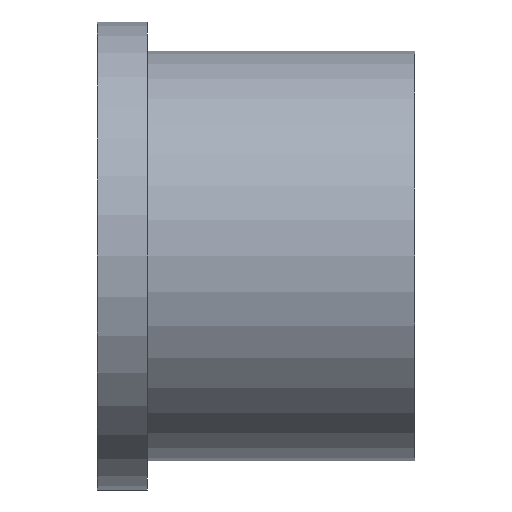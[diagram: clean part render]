
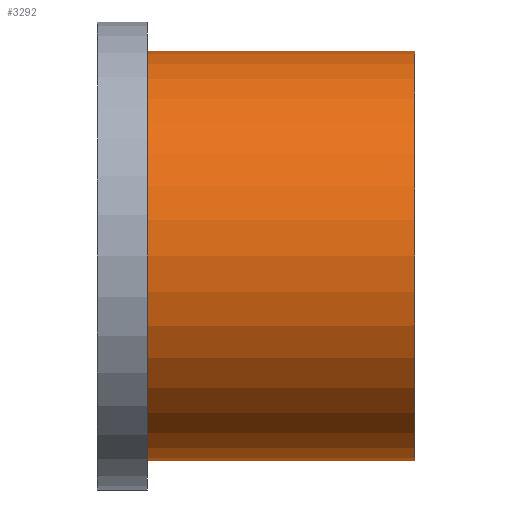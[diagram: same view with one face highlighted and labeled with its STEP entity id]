
A CAD part, front view. The second image highlights one B-rep face of the part: STEP entity #3292.
In plain terms, the highlighted cylindrical face has radius 12.25 mm (diameter 24.5 mm), a partial arc.
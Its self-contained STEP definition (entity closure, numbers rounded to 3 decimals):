
#15 = VERTEX_POINT ( 'NONE', #106 ) ;
#106 = CARTESIAN_POINT ( 'NONE',  ( 11.5, 0., 12.25 ) ) ;
#141 = AXIS2_PLACEMENT_3D ( 'NONE', #745, #2883, #1550 ) ;
#194 = EDGE_LOOP ( 'NONE', ( #2707, #1147, #2228, #1334 ) ) ;
#425 = CIRCLE ( 'NONE', #3282, 12.25 ) ;
#497 = AXIS2_PLACEMENT_3D ( 'NONE', #3108, #2554, #2620 ) ;
#652 = VERTEX_POINT ( 'NONE', #3407 ) ;
#657 = EDGE_CURVE ( 'NONE', #15, #652, #1018, .T. ) ;
#692 = FACE_OUTER_BOUND ( 'NONE', #194, .T. ) ;
#745 = CARTESIAN_POINT ( 'NONE',  ( -4.5, 0., 0. ) ) ;
#750 = DIRECTION ( 'NONE',  ( -1., 0., 0. ) ) ;
#778 = LINE ( 'NONE', #1531, #2047 ) ;
#832 = CARTESIAN_POINT ( 'NONE',  ( 11.5, 0., -12.25 ) ) ;
#1018 = LINE ( 'NONE', #2081, #2424 ) ;
#1147 = ORIENTED_EDGE ( 'NONE', *, *, #3250, .T. ) ;
#1269 = DIRECTION ( 'NONE',  ( -1., 0., 0. ) ) ;
#1334 = ORIENTED_EDGE ( 'NONE', *, *, #3272, .F. ) ;
#1531 = CARTESIAN_POINT ( 'NONE',  ( -36.703, 0., -12.25 ) ) ;
#1550 = DIRECTION ( 'NONE',  ( 0., 0., 1. ) ) ;
#1765 = CIRCLE ( 'NONE', #141, 12.25 ) ;
#1810 = DIRECTION ( 'NONE',  ( -1., 0., 0. ) ) ;
#2047 = VECTOR ( 'NONE', #1269, 1000. ) ;
#2081 = CARTESIAN_POINT ( 'NONE',  ( -36.703, 0., 12.25 ) ) ;
#2092 = DIRECTION ( 'NONE',  ( 0., 0., 1. ) ) ;
#2228 = ORIENTED_EDGE ( 'NONE', *, *, #657, .T. ) ;
#2308 = CARTESIAN_POINT ( 'NONE',  ( -4.5, 0., -12.25 ) ) ;
#2424 = VECTOR ( 'NONE', #750, 1000. ) ;
#2554 = DIRECTION ( 'NONE',  ( -1., 0., 0. ) ) ;
#2620 = DIRECTION ( 'NONE',  ( 0., 0., 1. ) ) ;
#2633 = EDGE_CURVE ( 'NONE', #3385, #3123, #778, .T. ) ;
#2707 = ORIENTED_EDGE ( 'NONE', *, *, #2633, .F. ) ;
#2883 = DIRECTION ( 'NONE',  ( -1., 0., 0. ) ) ;
#2947 = CYLINDRICAL_SURFACE ( 'NONE', #497, 12.25 ) ;
#3108 = CARTESIAN_POINT ( 'NONE',  ( -36.703, 0., 0. ) ) ;
#3123 = VERTEX_POINT ( 'NONE', #2308 ) ;
#3143 = CARTESIAN_POINT ( 'NONE',  ( 11.5, 0., 0. ) ) ;
#3250 = EDGE_CURVE ( 'NONE', #3385, #15, #425, .T. ) ;
#3272 = EDGE_CURVE ( 'NONE', #3123, #652, #1765, .T. ) ;
#3282 = AXIS2_PLACEMENT_3D ( 'NONE', #3143, #1810, #2092 ) ;
#3292 = ADVANCED_FACE ( 'NONE', ( #692 ), #2947, .T. ) ;
#3385 = VERTEX_POINT ( 'NONE', #832 ) ;
#3407 = CARTESIAN_POINT ( 'NONE',  ( -4.5, 0., 12.25 ) ) ;
